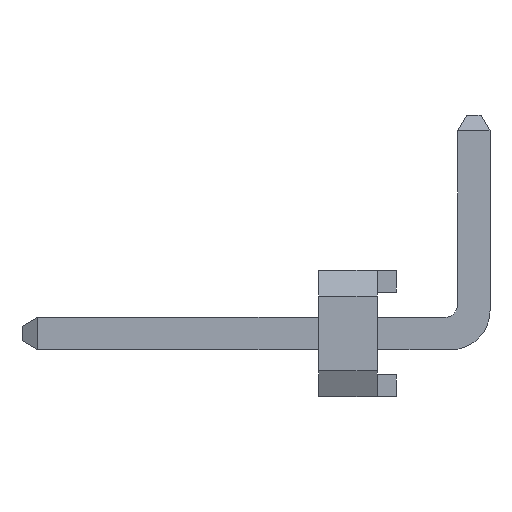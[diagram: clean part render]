
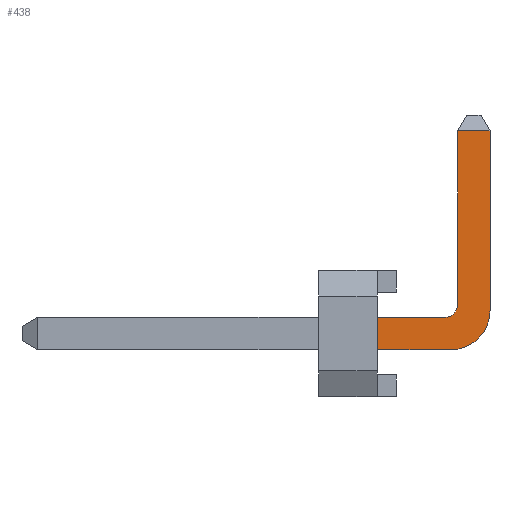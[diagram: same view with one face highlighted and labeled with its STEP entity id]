
A CAD part, left-side view. The second image highlights one B-rep face of the part: STEP entity #438.
In plain terms, the highlighted planar face has unit normal (-1, 0, 0).
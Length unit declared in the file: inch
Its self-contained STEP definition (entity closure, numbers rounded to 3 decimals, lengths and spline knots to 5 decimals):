
#438 = ADVANCED_FACE( '', ( #1045 ), #1046, .F. );
#1045 = FACE_OUTER_BOUND( '', #1829, .T. );
#1046 = PLANE( '', #1830 );
#1829 = EDGE_LOOP( '', ( #3048, #3049, #3050, #3051, #3052, #3053, #3054, #3055 ) );
#1830 = AXIS2_PLACEMENT_3D( '', #3056, #3057, #3058 );
#3048 = ORIENTED_EDGE( '', *, *, #4839, .F. );
#3049 = ORIENTED_EDGE( '', *, *, #5106, .F. );
#3050 = ORIENTED_EDGE( '', *, *, #5107, .F. );
#3051 = ORIENTED_EDGE( '', *, *, #5108, .F. );
#3052 = ORIENTED_EDGE( '', *, *, #5109, .F. );
#3053 = ORIENTED_EDGE( '', *, *, #4881, .F. );
#3054 = ORIENTED_EDGE( '', *, *, #5110, .T. );
#3055 = ORIENTED_EDGE( '', *, *, #5111, .F. );
#3056 = CARTESIAN_POINT( '', ( -0.2125, 0.0175, 0.0175 ) );
#3057 = DIRECTION( '', ( 1., 0., 0. ) );
#3058 = DIRECTION( '', ( 0., 0., -1. ) );
#4839 = EDGE_CURVE( '', #5848, #5843, #5850, .T. );
#4881 = EDGE_CURVE( '', #5914, #5916, #5917, .T. );
#5106 = EDGE_CURVE( '', #6287, #5848, #6288, .T. );
#5107 = EDGE_CURVE( '', #6289, #6287, #6290, .T. );
#5108 = EDGE_CURVE( '', #5965, #6289, #6291, .T. );
#5109 = EDGE_CURVE( '', #5916, #5965, #6292, .T. );
#5110 = EDGE_CURVE( '', #5914, #6293, #6294, .T. );
#5111 = EDGE_CURVE( '', #5843, #6293, #6295, .T. );
#5843 = VERTEX_POINT( '', #7259 );
#5848 = VERTEX_POINT( '', #7266 );
#5850 = LINE( '', #7269, #7270 );
#5914 = VERTEX_POINT( '', #7364 );
#5916 = VERTEX_POINT( '', #7367 );
#5917 = LINE( '', #7368, #7369 );
#5965 = VERTEX_POINT( '', #7440 );
#6287 = VERTEX_POINT( '', #7927 );
#6288 = LINE( '', #7928, #7929 );
#6289 = VERTEX_POINT( '', #7930 );
#6290 = CIRCLE( '', #7931, 0.03 );
#6291 = LINE( '', #7932, #7933 );
#6292 = LINE( '', #7934, #7935 );
#6293 = VERTEX_POINT( '', #7936 );
#6294 = CIRCLE( '', #7937, 0.01 );
#6295 = LINE( '', #7938, #7939 );
#7259 = CARTESIAN_POINT( '', ( -0.2125, 0.09, 0.0125 ) );
#7266 = CARTESIAN_POINT( '', ( -0.2125, 0.09, -0.0125 ) );
#7269 = CARTESIAN_POINT( '', ( -0.2125, 0.09, 0.0175 ) );
#7270 = VECTOR( '', #8971, 39.37008 );
#7364 = CARTESIAN_POINT( '', ( -0.2125, 0.0125, 0.0225 ) );
#7367 = CARTESIAN_POINT( '', ( -0.2125, 0.0125, 0.157 ) );
#7368 = CARTESIAN_POINT( '', ( -0.2125, 0.0125, 0.0225 ) );
#7369 = VECTOR( '', #9003, 39.37008 );
#7440 = CARTESIAN_POINT( '', ( -0.2125, -0.0125, 0.157 ) );
#7927 = CARTESIAN_POINT( '', ( -0.2125, 0.0175, -0.0125 ) );
#7928 = CARTESIAN_POINT( '', ( -0.2125, 0.0175, -0.0125 ) );
#7929 = VECTOR( '', #9210, 39.37008 );
#7930 = CARTESIAN_POINT( '', ( -0.2125, -0.0125, 0.0175 ) );
#7931 = AXIS2_PLACEMENT_3D( '', #9211, #9212, #9213 );
#7932 = CARTESIAN_POINT( '', ( -0.2125, -0.0125, 0.157 ) );
#7933 = VECTOR( '', #9214, 39.37008 );
#7934 = CARTESIAN_POINT( '', ( -0.2125, 0.0125, 0.157 ) );
#7935 = VECTOR( '', #9215, 39.37008 );
#7936 = CARTESIAN_POINT( '', ( -0.2125, 0.0225, 0.0125 ) );
#7937 = AXIS2_PLACEMENT_3D( '', #9216, #9217, #9218 );
#7938 = CARTESIAN_POINT( '', ( -0.2125, 0.338, 0.0125 ) );
#7939 = VECTOR( '', #9219, 39.37008 );
#8971 = DIRECTION( '', ( 0., 0., 1. ) );
#9003 = DIRECTION( '', ( 0., 0., 1. ) );
#9210 = DIRECTION( '', ( 0., 1., 0. ) );
#9211 = CARTESIAN_POINT( '', ( -0.2125, 0.0175, 0.0175 ) );
#9212 = DIRECTION( '', ( 1., 0., 0. ) );
#9213 = DIRECTION( '', ( 0., 0., -1. ) );
#9214 = DIRECTION( '', ( 0., 0., -1. ) );
#9215 = DIRECTION( '', ( 0., -1., 0. ) );
#9216 = CARTESIAN_POINT( '', ( -0.2125, 0.0225, 0.0225 ) );
#9217 = DIRECTION( '', ( 1., 0., 0. ) );
#9218 = DIRECTION( '', ( 0., 0., -1. ) );
#9219 = DIRECTION( '', ( 0., -1., 0. ) );
